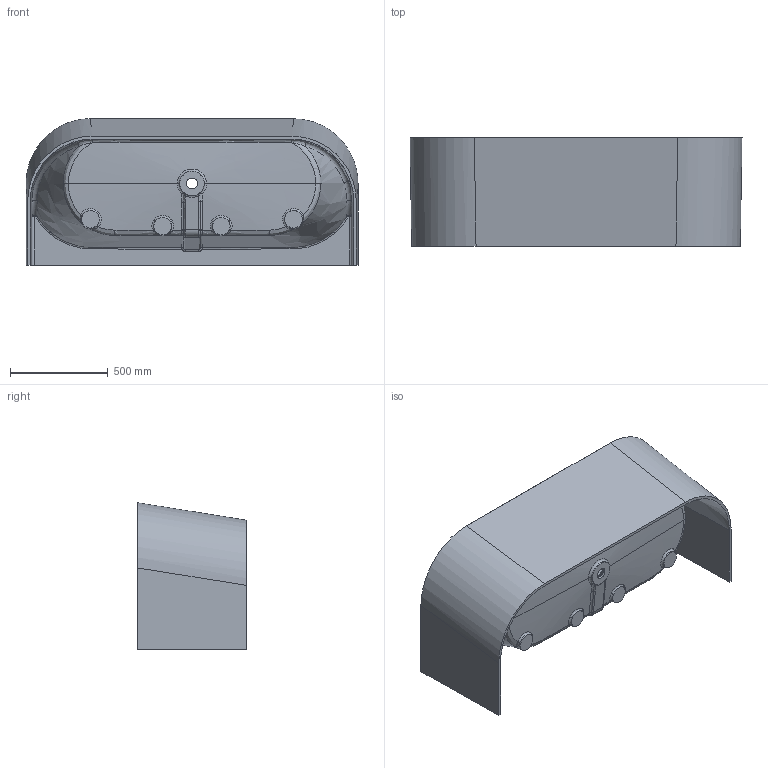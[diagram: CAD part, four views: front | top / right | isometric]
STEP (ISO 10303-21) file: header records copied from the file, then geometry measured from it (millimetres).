
FILE_DESCRIPTION (( 'STEP AP214' ), '1' );
FILE_NAME ('Bali.STEP', '2021-07-30T08:00:17', ( '' ), ( '' ), 'SwSTEP 2.0', 'SolidWorks 2020', '' );
FILE_SCHEMA (( 'AUTOMOTIVE_DESIGN' ));
Length unit declared in the file: millimetre
Products named in the file (1): Bali
Bounding box: 1700 x 555 x 750 mm (x, y, z)
Volume: 74769464.2 mm3; surface area: 6446040.9 mm2
Topology: 1 solids, 1 shells, 158 faces, 405 edges, 247 vertices
Faces by surface type: bspline 103, plane 27, cylinder 17, cone 11
Entity records: 22906 total; most frequent: CARTESIAN_POINT 19877, ORIENTED_EDGE 806, EDGE_CURVE 403, DIRECTION 367, VERTEX_POINT 247, B_SPLINE_CURVE_WITH_KNOTS 227, EDGE_LOOP 162, ADVANCED_FACE 158
